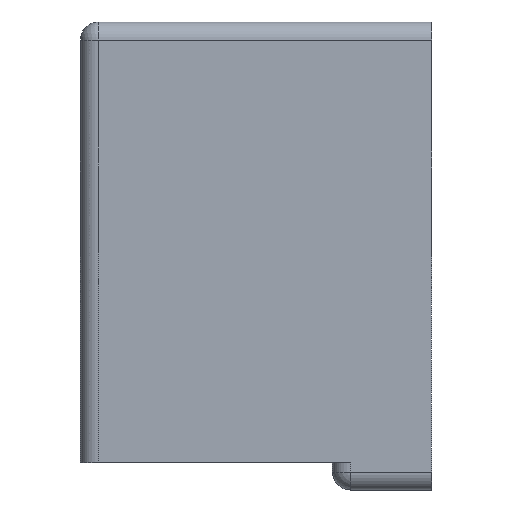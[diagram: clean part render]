
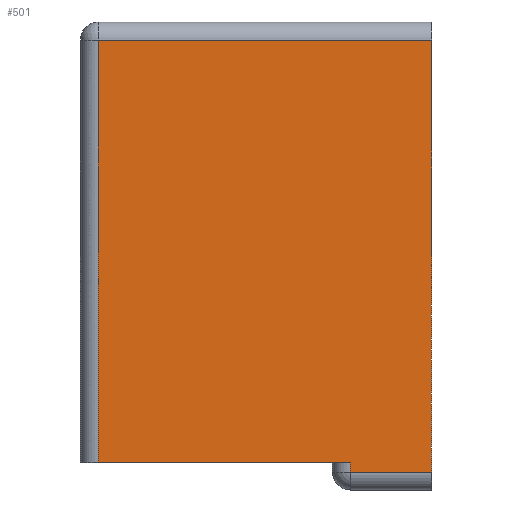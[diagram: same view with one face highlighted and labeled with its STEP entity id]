
A CAD part, left-side view. The second image highlights one B-rep face of the part: STEP entity #501.
In plain terms, the highlighted planar face has unit normal (-1, 0, 0).
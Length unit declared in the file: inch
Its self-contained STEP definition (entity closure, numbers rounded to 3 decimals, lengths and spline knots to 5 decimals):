
#15=PLANE('',#557);
#36=FACE_OUTER_BOUND('',#68,.T.);
#68=EDGE_LOOP('',(#345,#346,#347,#348,#349,#350));
#98=LINE('',#781,#146);
#100=LINE('',#791,#148);
#101=LINE('',#793,#149);
#102=LINE('',#795,#150);
#103=LINE('',#797,#151);
#104=LINE('',#798,#152);
#146=VECTOR('',#615,0.3937);
#148=VECTOR('',#627,0.3937);
#149=VECTOR('',#628,0.3937);
#150=VECTOR('',#629,0.3937);
#151=VECTOR('',#630,0.3937);
#152=VECTOR('',#631,0.3937);
#221=VERTEX_POINT('',#778);
#222=VERTEX_POINT('',#780);
#225=VERTEX_POINT('',#790);
#226=VERTEX_POINT('',#792);
#227=VERTEX_POINT('',#794);
#228=VERTEX_POINT('',#796);
#265=EDGE_CURVE('',#221,#222,#98,.T.);
#270=EDGE_CURVE('',#225,#221,#100,.T.);
#271=EDGE_CURVE('',#226,#225,#101,.T.);
#272=EDGE_CURVE('',#227,#226,#102,.T.);
#273=EDGE_CURVE('',#228,#227,#103,.T.);
#274=EDGE_CURVE('',#222,#228,#104,.T.);
#345=ORIENTED_EDGE('',*,*,#265,.F.);
#346=ORIENTED_EDGE('',*,*,#270,.F.);
#347=ORIENTED_EDGE('',*,*,#271,.F.);
#348=ORIENTED_EDGE('',*,*,#272,.F.);
#349=ORIENTED_EDGE('',*,*,#273,.F.);
#350=ORIENTED_EDGE('',*,*,#274,.F.);
#501=ADVANCED_FACE('',(#36),#15,.T.);
#557=AXIS2_PLACEMENT_3D('',#789,#625,#626);
#615=DIRECTION('',(0.,1.,0.));
#625=DIRECTION('center_axis',(-1.,0.,0.));
#626=DIRECTION('ref_axis',(0.,0.,-1.));
#627=DIRECTION('',(0.,0.,-1.));
#628=DIRECTION('',(0.,-1.,0.));
#629=DIRECTION('',(0.,0.,1.));
#630=DIRECTION('',(0.,1.,0.));
#631=DIRECTION('',(0.,0.,1.));
#778=CARTESIAN_POINT('',(-3.,-0.1875,-1.5));
#780=CARTESIAN_POINT('',(-3.,0.375,-1.5));
#781=CARTESIAN_POINT('',(-3.,0.,-1.5));
#789=CARTESIAN_POINT('Origin',(-3.,0.,1.625));
#790=CARTESIAN_POINT('',(-3.,-0.1875,1.5));
#791=CARTESIAN_POINT('',(-3.,-0.1875,-1.625));
#792=CARTESIAN_POINT('',(-3.,2.125,1.5));
#793=CARTESIAN_POINT('',(-3.,0.,1.5));
#794=CARTESIAN_POINT('',(-3.,2.125,-1.4375));
#795=CARTESIAN_POINT('',(-3.,2.125,1.57813));
#796=CARTESIAN_POINT('',(-3.,0.375,-1.4375));
#797=CARTESIAN_POINT('',(-3.,0.,-1.4375));
#798=CARTESIAN_POINT('',(-3.,0.375,0.04688));
